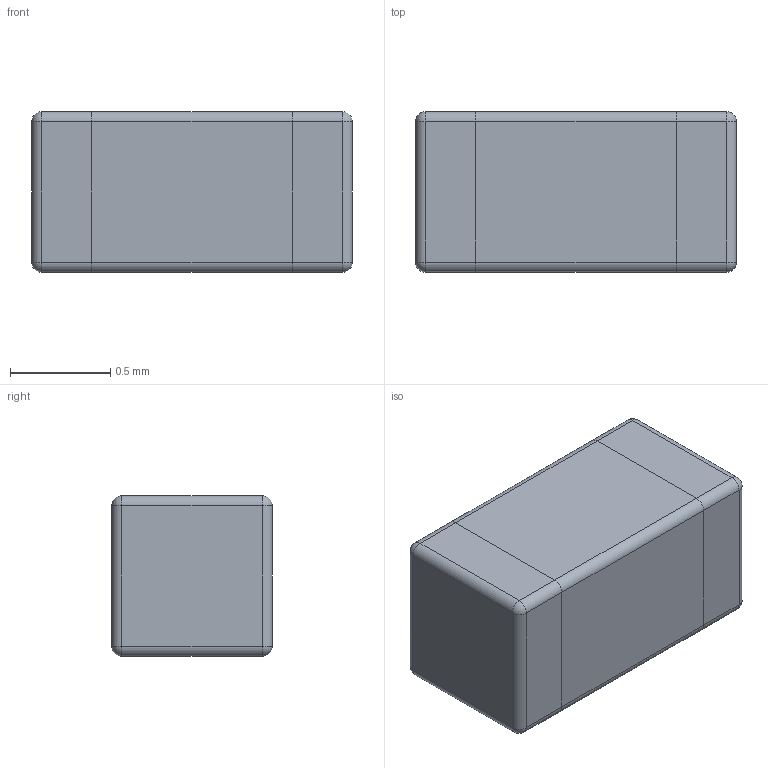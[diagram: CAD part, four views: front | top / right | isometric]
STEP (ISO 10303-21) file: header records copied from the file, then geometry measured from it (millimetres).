
FILE_DESCRIPTION (( 'STEP AP214' ), '1' );
FILE_NAME ('AIMC-0603.STEP', '2013-09-26T10:35:33', ( '' ), ( '' ), 'SwSTEP 2.0', 'SolidWorks 2012', '' );
FILE_SCHEMA (( 'AUTOMOTIVE_DESIGN' ));
Length unit declared in the file: millimetre
Products named in the file (1): AIMC-0603
Bounding box: 1.6 x 0.8 x 0.8 mm (x, y, z)
Volume: 1 mm3; surface area: 6.1 mm2
Topology: 1 solids, 1 shells, 145 faces, 358 edges, 220 vertices
Faces by surface type: plane 67, bspline 50, cylinder 20, sphere 8
Entity records: 8898 total; most frequent: CARTESIAN_POINT 4230, ORIENTED_EDGE 700, DIRECTION 474, EDGE_CURVE 350, VERTEX_POINT 220, LINE 218, VECTOR 218, EDGE_LOOP 158
